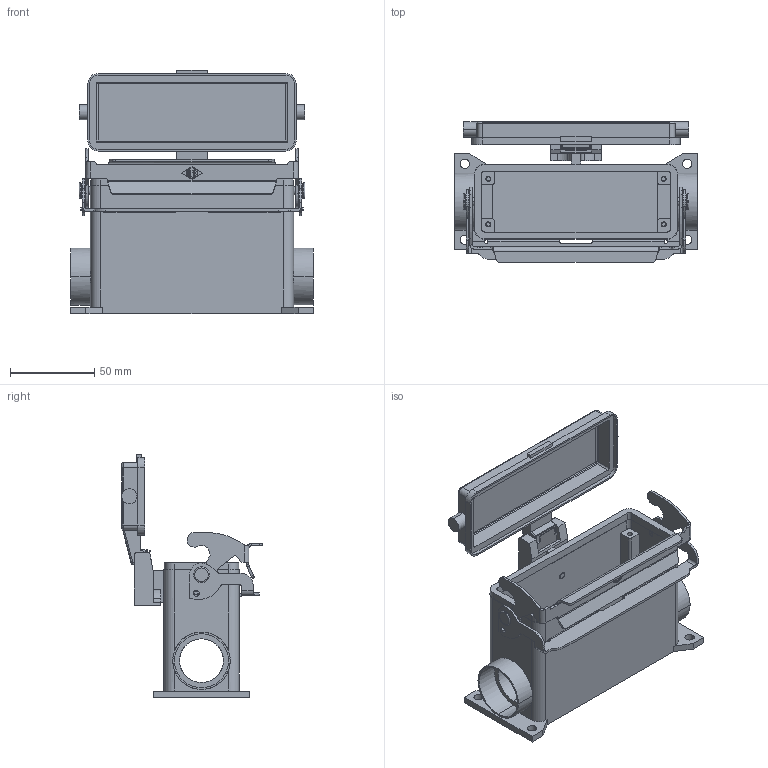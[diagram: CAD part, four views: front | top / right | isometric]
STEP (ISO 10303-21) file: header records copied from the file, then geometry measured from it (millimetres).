
FILE_DESCRIPTION((''),'2;1');
FILE_NAME('MVAP 24LP232.stp','2007-01-05T08:58:12',('gembarski'),(''),'Autodesk Inventor 7','Autodesk Inventor 7','');
FILE_SCHEMA(('AUTOMOTIVE_DESIGN { 1 0 10303 214 1 1 1 1 }'));
Length unit declared in the file: millimetre
Products named in the file (1): MVAP 24LP232
Bounding box: 144 x 83.23 x 144.5 mm (x, y, z)
Volume: 172539.7 mm3; surface area: 106740.9 mm2
Topology: 4 solids, 4 shells, 592 faces, 1599 edges, 1038 vertices
Faces by surface type: plane 231, cylinder 196, bspline 147, torus 10, sphere 4, cone 4
Entity records: 21527 total; most frequent: CARTESIAN_POINT 6764, ORIENTED_EDGE 3170, DIRECTION 2967, EDGE_CURVE 1585, VERTEX_POINT 1038, AXIS2_PLACEMENT_3D 996, VECTOR 975, LINE 975
